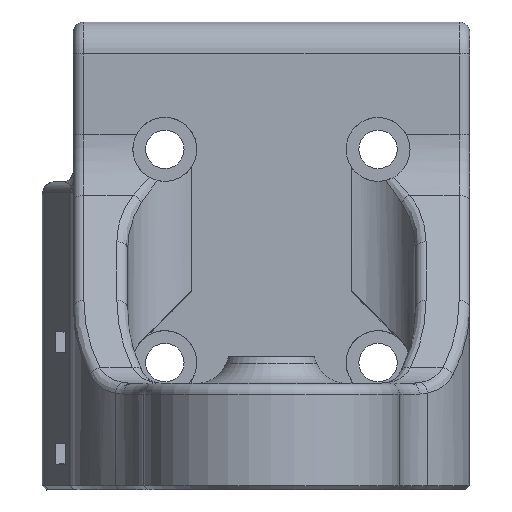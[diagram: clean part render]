
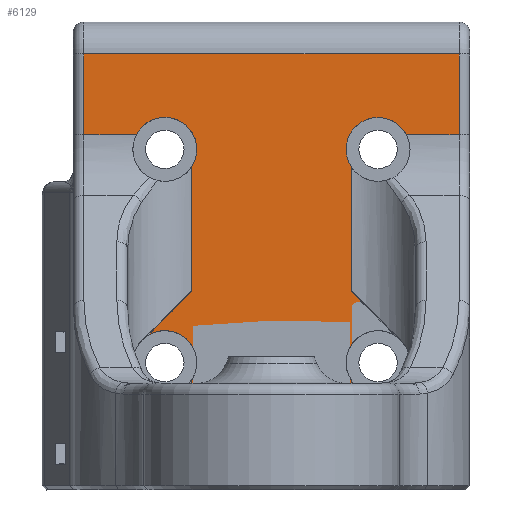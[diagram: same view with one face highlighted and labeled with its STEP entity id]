
A CAD part, front view. The second image highlights one B-rep face of the part: STEP entity #6129.
In plain terms, the highlighted planar face has unit normal (0, -1, 0).
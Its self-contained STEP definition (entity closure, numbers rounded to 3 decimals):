
#172=CIRCLE('',#6550,3.);
#173=CIRCLE('',#6552,3.);
#174=CIRCLE('',#6553,3.);
#175=CIRCLE('',#6554,3.);
#176=CIRCLE('',#6555,3.);
#177=CIRCLE('',#6556,3.);
#178=CIRCLE('',#6557,3.);
#690=FACE_OUTER_BOUND('',#1077,.T.);
#1077=EDGE_LOOP('',(#4102,#4103,#4104,#4105,#4106,#4107,#4108,#4109,#4110,
#4111,#4112,#4113,#4114,#4115,#4116,#4117,#4118,#4119,#4120));
#1500=LINE('',#9226,#2007);
#1501=LINE('',#9232,#2008);
#1503=LINE('',#9236,#2010);
#1505=LINE('',#9260,#2012);
#1506=LINE('',#9319,#2013);
#1508=LINE('',#9342,#2015);
#1510=LINE('',#9353,#2017);
#1511=LINE('',#9357,#2018);
#1512=LINE('',#9359,#2019);
#1513=LINE('',#9361,#2020);
#1514=LINE('',#9363,#2021);
#1515=LINE('',#9365,#2022);
#2007=VECTOR('',#7270,10.);
#2008=VECTOR('',#7275,10.);
#2010=VECTOR('',#7279,10.);
#2012=VECTOR('',#7285,10.);
#2013=VECTOR('',#7288,10.);
#2015=VECTOR('',#7294,10.);
#2017=VECTOR('',#7308,10.);
#2018=VECTOR('',#7311,10.);
#2019=VECTOR('',#7312,10.);
#2020=VECTOR('',#7313,10.);
#2021=VECTOR('',#7314,10.);
#2022=VECTOR('',#7315,10.);
#2560=VERTEX_POINT('',#9222);
#2561=VERTEX_POINT('',#9224);
#2562=VERTEX_POINT('',#9228);
#2564=VERTEX_POINT('',#9231);
#2565=VERTEX_POINT('',#9235);
#2570=VERTEX_POINT('',#9257);
#2571=VERTEX_POINT('',#9259);
#2573=VERTEX_POINT('',#9299);
#2574=VERTEX_POINT('',#9318);
#2579=VERTEX_POINT('',#9331);
#2581=VERTEX_POINT('',#9349);
#2582=VERTEX_POINT('',#9350);
#2583=VERTEX_POINT('',#9354);
#2584=VERTEX_POINT('',#9356);
#2585=VERTEX_POINT('',#9358);
#2586=VERTEX_POINT('',#9360);
#2587=VERTEX_POINT('',#9362);
#2588=VERTEX_POINT('',#9364);
#2589=VERTEX_POINT('',#9366);
#3126=EDGE_CURVE('',#2561,#2560,#1500,.T.);
#3128=EDGE_CURVE('',#2564,#2562,#1501,.T.);
#3130=EDGE_CURVE('',#2560,#2565,#1503,.T.);
#3136=EDGE_CURVE('',#2570,#2571,#1505,.T.);
#3140=EDGE_CURVE('',#2573,#2574,#1506,.T.);
#3146=EDGE_CURVE('',#2579,#2562,#1508,.T.);
#3149=EDGE_CURVE('',#2564,#2573,#172,.T.);
#3150=EDGE_CURVE('',#2581,#2582,#173,.T.);
#3151=EDGE_CURVE('',#2582,#2571,#174,.T.);
#3152=EDGE_CURVE('',#2574,#2570,#1510,.T.);
#3153=EDGE_CURVE('',#2579,#2583,#175,.T.);
#3154=EDGE_CURVE('',#2584,#2583,#1511,.T.);
#3155=EDGE_CURVE('',#2585,#2584,#1512,.T.);
#3156=EDGE_CURVE('',#2586,#2585,#1513,.T.);
#3157=EDGE_CURVE('',#2587,#2586,#1514,.T.);
#3158=EDGE_CURVE('',#2588,#2587,#1515,.T.);
#3159=EDGE_CURVE('',#2588,#2589,#176,.T.);
#3160=EDGE_CURVE('',#2589,#2565,#177,.T.);
#3161=EDGE_CURVE('',#2581,#2561,#178,.T.);
#4102=ORIENTED_EDGE('',*,*,#3150,.T.);
#4103=ORIENTED_EDGE('',*,*,#3151,.T.);
#4104=ORIENTED_EDGE('',*,*,#3136,.F.);
#4105=ORIENTED_EDGE('',*,*,#3152,.F.);
#4106=ORIENTED_EDGE('',*,*,#3140,.F.);
#4107=ORIENTED_EDGE('',*,*,#3149,.F.);
#4108=ORIENTED_EDGE('',*,*,#3128,.T.);
#4109=ORIENTED_EDGE('',*,*,#3146,.F.);
#4110=ORIENTED_EDGE('',*,*,#3153,.T.);
#4111=ORIENTED_EDGE('',*,*,#3154,.F.);
#4112=ORIENTED_EDGE('',*,*,#3155,.F.);
#4113=ORIENTED_EDGE('',*,*,#3156,.F.);
#4114=ORIENTED_EDGE('',*,*,#3157,.F.);
#4115=ORIENTED_EDGE('',*,*,#3158,.F.);
#4116=ORIENTED_EDGE('',*,*,#3159,.T.);
#4117=ORIENTED_EDGE('',*,*,#3160,.T.);
#4118=ORIENTED_EDGE('',*,*,#3130,.F.);
#4119=ORIENTED_EDGE('',*,*,#3126,.F.);
#4120=ORIENTED_EDGE('',*,*,#3161,.F.);
#5964=PLANE('',#6551);
#6129=ADVANCED_FACE('',(#690),#5964,.F.);
#6550=AXIS2_PLACEMENT_3D('',#9347,#7300,#7301);
#6551=AXIS2_PLACEMENT_3D('',#9348,#7302,#7303);
#6552=AXIS2_PLACEMENT_3D('',#9351,#7304,#7305);
#6553=AXIS2_PLACEMENT_3D('',#9352,#7306,#7307);
#6554=AXIS2_PLACEMENT_3D('',#9355,#7309,#7310);
#6555=AXIS2_PLACEMENT_3D('',#9367,#7316,#7317);
#6556=AXIS2_PLACEMENT_3D('',#9368,#7318,#7319);
#6557=AXIS2_PLACEMENT_3D('',#9369,#7320,#7321);
#7270=DIRECTION('',(0.707,0.,0.707));
#7275=DIRECTION('',(-0.707,0.,0.707));
#7279=DIRECTION('',(0.,0.,1.));
#7285=DIRECTION('',(0.,0.,1.));
#7288=DIRECTION('',(0.,0.,-1.));
#7294=DIRECTION('',(0.,0.,-1.));
#7300=DIRECTION('center_axis',(0.,-1.,0.));
#7301=DIRECTION('ref_axis',(1.,0.,0.));
#7302=DIRECTION('center_axis',(0.,1.,0.));
#7303=DIRECTION('ref_axis',(0.,0.,
1.));
#7304=DIRECTION('center_axis',(0.,1.,0.));
#7305=DIRECTION('ref_axis',(1.,0.,0.));
#7306=DIRECTION('center_axis',(0.,1.,0.));
#7307=DIRECTION('ref_axis',(1.,0.,0.));
#7308=DIRECTION('',(-1.,0.,0.));
#7309=DIRECTION('center_axis',(0.,1.,0.));
#7310=DIRECTION('ref_axis',(1.,0.,0.));
#7311=DIRECTION('',(-1.,0.,0.));
#7312=DIRECTION('',(0.,0.,-1.));
#7313=DIRECTION('',(1.,0.,0.));
#7314=DIRECTION('',(0.,0.,1.));
#7315=DIRECTION('',(-1.,0.,0.));
#7316=DIRECTION('center_axis',(0.,1.,0.));
#7317=DIRECTION('ref_axis',(1.,0.,0.));
#7318=DIRECTION('center_axis',(0.,1.,0.));
#7319=DIRECTION('ref_axis',(1.,0.,0.));
#7320=DIRECTION('center_axis',(0.,-1.,0.));
#7321=DIRECTION('ref_axis',(1.,0.,0.));
#9222=CARTESIAN_POINT('',(69.899,83.19,-333.53));
#9224=CARTESIAN_POINT('',(65.274,83.19,-338.155));
#9226=CARTESIAN_POINT('',(65.274,83.19,-338.155));
#9228=CARTESIAN_POINT('',(84.899,83.19,-333.538));
#9231=CARTESIAN_POINT('',(89.517,83.19,-338.155));
#9232=CARTESIAN_POINT('',(89.517,83.19,-338.155));
#9235=CARTESIAN_POINT('',(69.899,83.19,-321.929));
#9236=CARTESIAN_POINT('',(69.899,83.19,-315.977));
#9257=CARTESIAN_POINT('',(69.899,83.19,-344.227));
#9259=CARTESIAN_POINT('',(69.899,83.19,-341.929));
#9260=CARTESIAN_POINT('',(69.899,83.19,-315.977));
#9299=CARTESIAN_POINT('',(84.899,83.19,-341.941));
#9318=CARTESIAN_POINT('',(84.899,83.19,-344.227));
#9319=CARTESIAN_POINT('',(84.899,83.19,-315.977));
#9331=CARTESIAN_POINT('',(84.899,83.19,-321.941));
#9342=CARTESIAN_POINT('',(84.899,83.19,-315.977));
#9347=CARTESIAN_POINT('Origin',(87.395,83.19,-340.277));
#9348=CARTESIAN_POINT('Origin',(59.395,83.19,-319.627));
#9349=CARTESIAN_POINT('',(66.122,83.19,-337.56));
#9350=CARTESIAN_POINT('',(70.395,83.19,-340.277));
#9351=CARTESIAN_POINT('Origin',(67.395,83.19,-340.277));
#9352=CARTESIAN_POINT('Origin',(67.395,83.19,-340.277));
#9353=CARTESIAN_POINT('',(68.397,83.19,-344.227));
#9354=CARTESIAN_POINT('',(90.068,83.19,-318.913));
#9355=CARTESIAN_POINT('Origin',(87.395,83.19,-320.277));
#9356=CARTESIAN_POINT('',(94.999,83.19,-318.913));
#9357=CARTESIAN_POINT('',(59.395,83.19,-318.913));
#9358=CARTESIAN_POINT('',(94.999,83.19,-311.327));
#9359=CARTESIAN_POINT('',(94.999,83.19,-335.927));
#9360=CARTESIAN_POINT('',(59.799,83.19,-311.327));
#9361=CARTESIAN_POINT('',(67.671,83.19,-311.327));
#9362=CARTESIAN_POINT('',(59.799,83.19,-318.913));
#9363=CARTESIAN_POINT('',(59.799,83.19,-335.927));
#9364=CARTESIAN_POINT('',(64.723,83.19,-318.913));
#9365=CARTESIAN_POINT('',(59.395,83.19,-318.913));
#9366=CARTESIAN_POINT('',(70.395,83.19,-320.277));
#9367=CARTESIAN_POINT('Origin',(67.395,83.19,-320.277));
#9368=CARTESIAN_POINT('Origin',(67.395,83.19,-320.277));
#9369=CARTESIAN_POINT('Origin',(67.395,83.19,-340.277));
